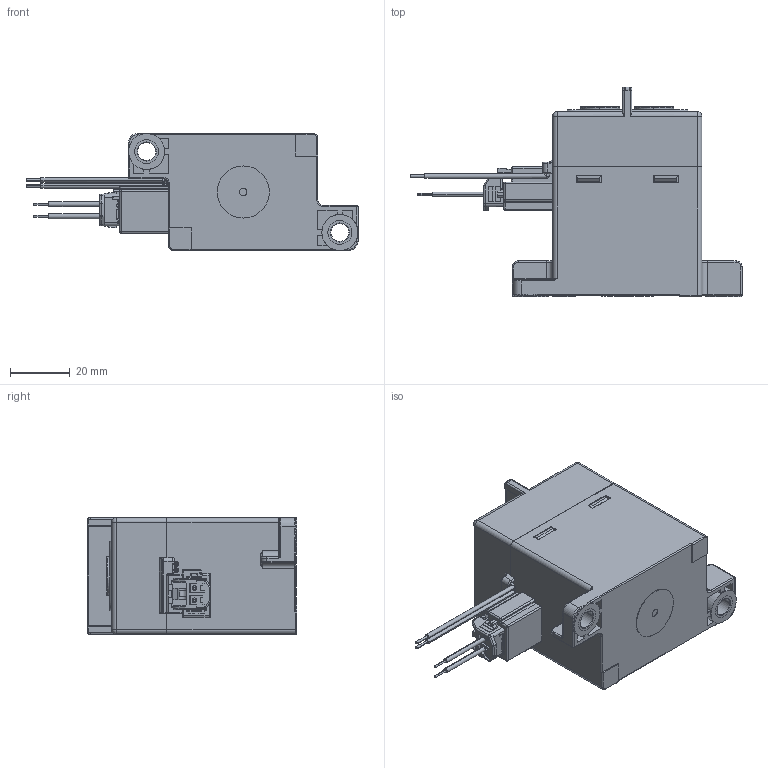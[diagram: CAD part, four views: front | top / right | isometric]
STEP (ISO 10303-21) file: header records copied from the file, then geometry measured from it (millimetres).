
FILE_DESCRIPTION(/* description */ (''),/* implementation_level */ '2;1');
FILE_NAME(/* name */ 'HCF150、200-12HC1H.stp',/* time_stamp */ '2022-05-13T14:08:58+08:00',/* author */ (''),/* organization */ (''),/* preprocessor_version */ 'ST-DEVELOPER v16.7',/* originating_system */ 'SIEMENS PLM Software NX 12.0',/* authorisation */ '');
FILE_SCHEMA (('AUTOMOTIVE_DESIGN { 1 0 10303 214 3 1 1 1 }'));
Length unit declared in the file: millimetre
Products named in the file (1): HCF150、200-12HC1H
Bounding box: 110.8 x 70 x 39 mm (x, y, z)
Volume: 125221.8 mm3; surface area: 26644.6 mm2
Topology: 6 solids, 8 shells, 971 faces, 2574 edges, 1581 vertices
Faces by surface type: plane 569, cylinder 275, torus 55, sphere 30, bspline 24, cone 18
Full cylindrical faces by diameter (mm): 5 x2
Entity records: 30960 total; most frequent: CARTESIAN_POINT 6813, ORIENTED_EDGE 5024, DIRECTION 4854, EDGE_CURVE 2512, LINE 1798, VECTOR 1798, VERTEX_POINT 1577, AXIS2_PLACEMENT_3D 1528
